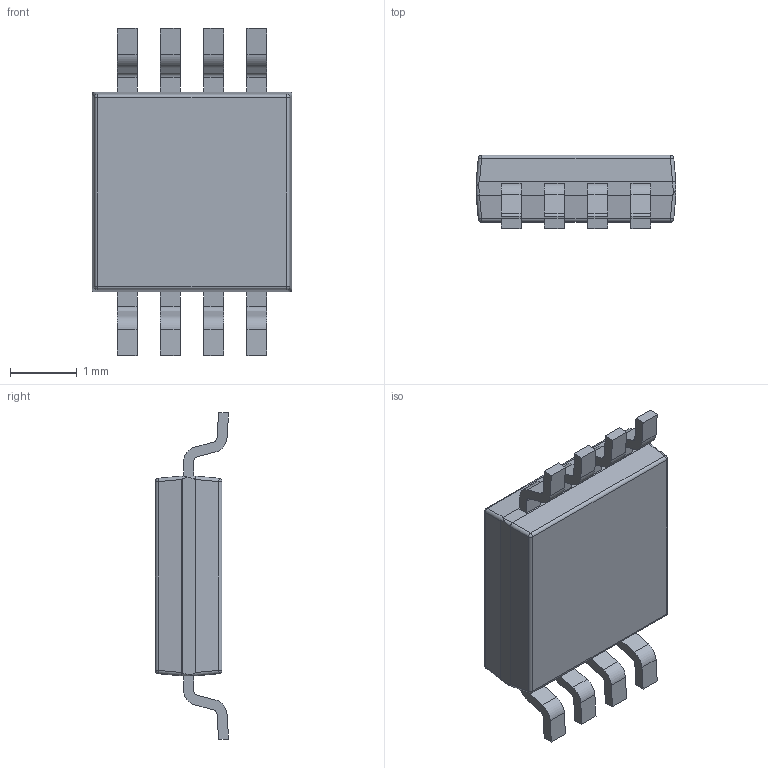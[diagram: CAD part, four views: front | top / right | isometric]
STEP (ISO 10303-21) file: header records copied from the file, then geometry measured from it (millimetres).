
FILE_DESCRIPTION (( 'STEP AP214' ), '1' );
FILE_NAME ('User Library-MO-187F.STEP', '2016-01-11T02:51:18', ( 'Windows User' ), ( '' ), 'SwSTEP 2.0', 'SolidWorks 2016', '' );
FILE_SCHEMA (( 'AUTOMOTIVE_DESIGN' ));
Length unit declared in the file: millimetre
Products named in the file (1): User Library-MO-187F
Bounding box: 3 x 1.1 x 4.92 mm (x, y, z)
Volume: 9.3 mm3; surface area: 37.8 mm2
Topology: 1 solids, 1 shells, 153 faces, 402 edges, 252 vertices
Faces by surface type: plane 87, cylinder 58, sphere 8
Entity records: 6373 total; most frequent: CARTESIAN_POINT 928, ORIENTED_EDGE 788, DIRECTION 766, EDGE_CURVE 394, LINE 274, VECTOR 274, VERTEX_POINT 252, AXIS2_PLACEMENT_3D 246
